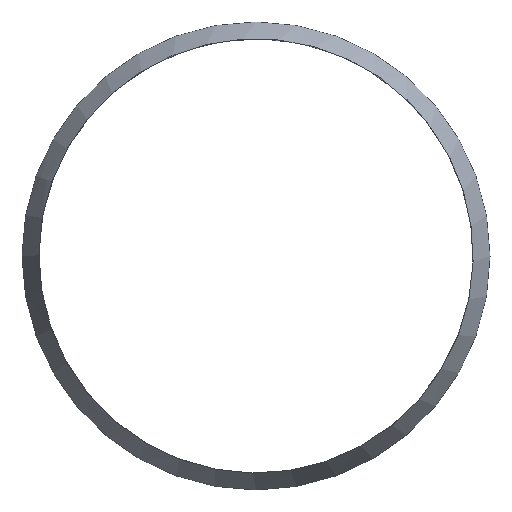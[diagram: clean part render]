
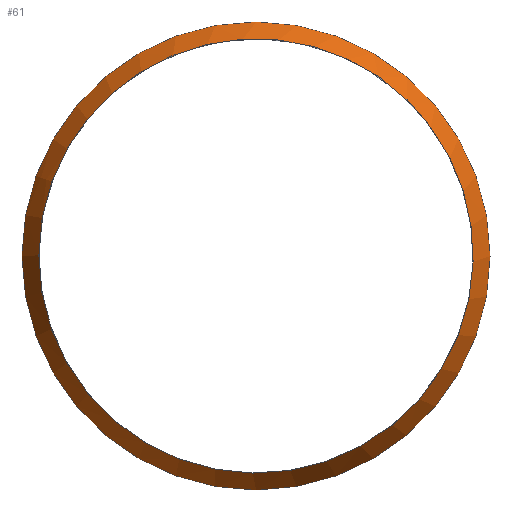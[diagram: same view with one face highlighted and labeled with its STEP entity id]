
A CAD part, top view. The second image highlights one B-rep face of the part: STEP entity #61.
In plain terms, the highlighted spherical face has radius 10 mm.
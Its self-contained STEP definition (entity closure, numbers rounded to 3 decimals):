
#19=SPHERICAL_SURFACE('',#83,10.);
#24=FACE_OUTER_BOUND('',#28,.T.);
#28=EDGE_LOOP('',(#53,#54,#55,#56,#57));
#32=CIRCLE('',#79,8.354);
#33=CIRCLE('',#80,8.354);
#34=CIRCLE('',#82,9.003);
#35=CIRCLE('',#84,10.);
#37=VERTEX_POINT('',#114);
#38=VERTEX_POINT('',#116);
#39=VERTEX_POINT('',#120);
#42=EDGE_CURVE('',#38,#37,#32,.T.);
#43=EDGE_CURVE('',#37,#38,#33,.T.);
#44=EDGE_CURVE('',#39,#39,#34,.T.);
#45=EDGE_CURVE('',#38,#39,#35,.T.);
#53=ORIENTED_EDGE('',*,*,#43,.T.);
#54=ORIENTED_EDGE('',*,*,#45,.T.);
#55=ORIENTED_EDGE('',*,*,#44,.T.);
#56=ORIENTED_EDGE('',*,*,#45,.F.);
#57=ORIENTED_EDGE('',*,*,#42,.T.);
#61=ADVANCED_FACE('',(#24),#19,.T.);
#79=AXIS2_PLACEMENT_3D('',#117,#95,#96);
#80=AXIS2_PLACEMENT_3D('',#118,#97,#98);
#82=AXIS2_PLACEMENT_3D('',#121,#101,#102);
#83=AXIS2_PLACEMENT_3D('',#122,#103,#104);
#84=AXIS2_PLACEMENT_3D('',#123,#105,#106);
#95=DIRECTION('center_axis',(0.,0.,
-1.));
#96=DIRECTION('ref_axis',(-0.949,-0.316,0.));
#97=DIRECTION('center_axis',(0.,0.,
-1.));
#98=DIRECTION('ref_axis',(-0.949,-0.316,0.));
#101=DIRECTION('center_axis',(0.,0.,
1.));
#102=DIRECTION('ref_axis',(0.,-1.,0.));
#103=DIRECTION('center_axis',(0.,0.,1.));
#104=DIRECTION('ref_axis',(1.,0.,0.));
#105=DIRECTION('center_axis',(0.,-1.,0.));
#106=DIRECTION('ref_axis',(-1.,0.,0.));
#114=CARTESIAN_POINT('',(-295.833,69.846,-16.89));
#116=CARTESIAN_POINT('',(-312.114,67.208,-16.89));
#117=CARTESIAN_POINT('Origin',(-303.76,67.208,-16.89));
#118=CARTESIAN_POINT('Origin',(-303.76,67.208,-16.89));
#120=CARTESIAN_POINT('',(-312.763,67.208,-18.032));
#121=CARTESIAN_POINT('Origin',(-303.76,67.208,-18.032));
#122=CARTESIAN_POINT('Origin',(-303.76,67.208,-22.386));
#123=CARTESIAN_POINT('Origin',(-303.76,67.208,-22.386));
